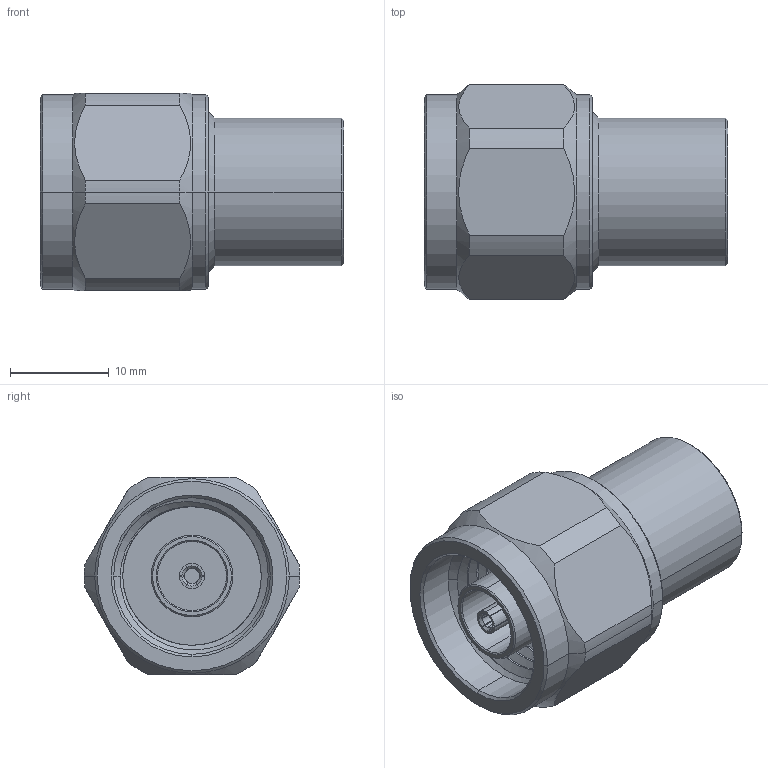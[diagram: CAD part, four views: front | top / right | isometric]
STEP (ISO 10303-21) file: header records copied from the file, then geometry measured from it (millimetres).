
FILE_DESCRIPTION (( 'STEP AP203' ), '1' );
FILE_NAME ('STN0619.step', '2018-09-26T19:09:40', ( '' ), ( '' ), 'SwSTEP 2.0', 'SolidWorks 2017', '' );
FILE_SCHEMA (( 'CONFIG_CONTROL_DESIGN' ));
Length unit declared in the file: inch
Products named in the file (1): STN0619
Bounding box: 30.73 x 21.84 x 20 mm (x, y, z)
Volume: 6390.7 mm3; surface area: 3524.9 mm2
Topology: 1 solids, 1 shells, 100 faces, 256 edges, 163 vertices
Faces by surface type: plane 37, cylinder 32, cone 28, bspline 3
Entity records: 4132 total; most frequent: CARTESIAN_POINT 1677, ORIENTED_EDGE 512, DIRECTION 497, EDGE_CURVE 256, AXIS2_PLACEMENT_3D 195, VERTEX_POINT 163, LINE 107, VECTOR 107
